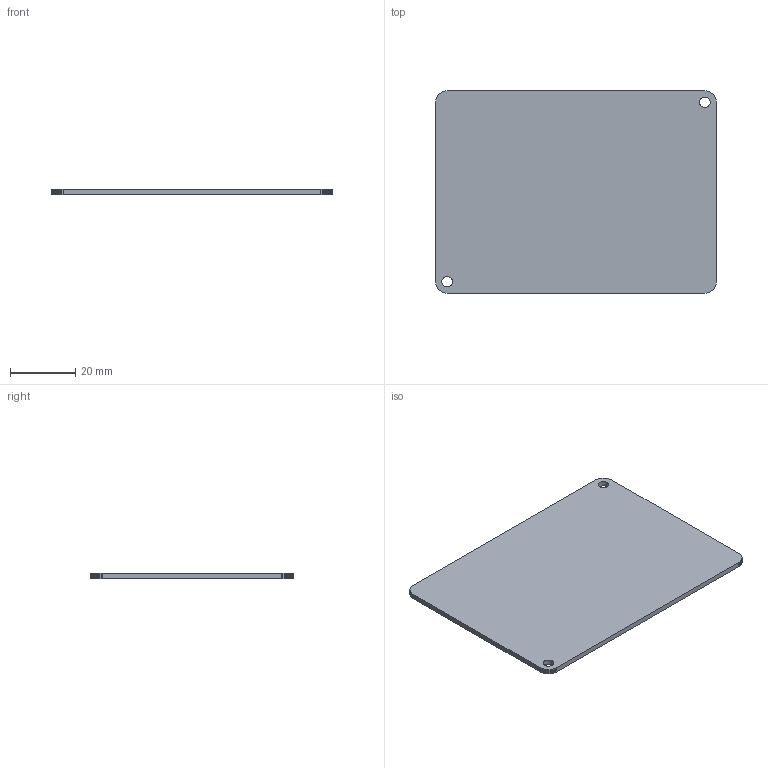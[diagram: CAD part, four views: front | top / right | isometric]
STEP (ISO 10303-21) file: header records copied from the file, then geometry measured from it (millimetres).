
FILE_DESCRIPTION(('KiCad electronic assembly'),'2;1');
FILE_NAME('bottomboard.STEP','2024-06-10T09:04:29',('Pcbnew'),('Kicad'), 'Open CASCADE STEP processor 7.7','KiCad to STEP converter','Unknown' );
FILE_SCHEMA(('AUTOMOTIVE_DESIGN { 1 0 10303 214 1 1 1 1 }'));
Length unit declared in the file: millimetre
Products named in the file (2): bottomboard 1; bottomboard PCB
Assembly tree (1 placements, depth 2):
  bottomboard 1
    bottomboard PCB
Bounding box: 86 x 62 x 1.6 mm (x, y, z)
Volume: 8488.5 mm3; surface area: 11106.8 mm2
Topology: 1 solids, 1 shells, 68 faces, 198 edges, 132 vertices
Faces by surface type: plane 66, cylinder 2
Full cylindrical faces by diameter (mm): 3.2 x2
Entity records: 4847 total; most frequent: CARTESIAN_POINT 820, DIRECTION 734, LINE 586, VECTOR 586, ORIENTED_EDGE 396, PCURVE 396, DEFINITIONAL_REPRESENTATION 396, EDGE_CURVE 198
